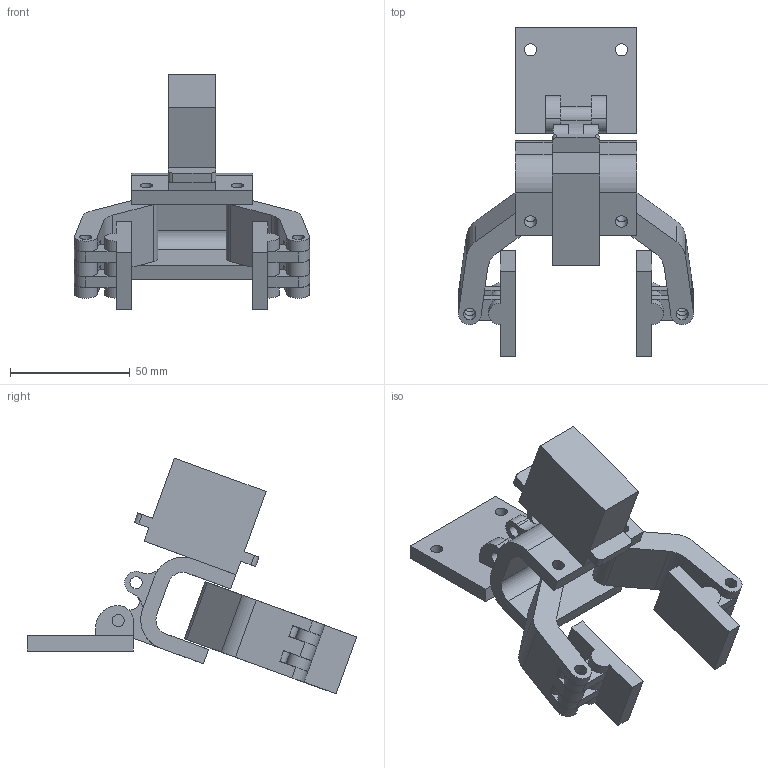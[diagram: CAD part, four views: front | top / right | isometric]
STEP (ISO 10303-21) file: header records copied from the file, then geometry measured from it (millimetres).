
FILE_DESCRIPTION(/* description */ (''),/* implementation_level */ '2;1');
FILE_NAME(/* name */ 'Gripper Assembly.stp',/* time_stamp */ '2018-10-12T18:57:49-04:00',/* author */ (''),/* organization */ (''),/* preprocessor_version */ 'ST-DEVELOPER v16.7',/* originating_system */ 'SIEMENS PLM Software NX 12.0',/* authorisation */ '');
FILE_SCHEMA (('AP203_CONFIGURATION_CONTROLLED_3D_DESIGN_OF_MECHANICAL_PARTS_AND_ASSEMBLIES_MIM_LF { 1 0 10303 403 2 1 2}'));
Length unit declared in the file: inch
Products named in the file (6): Gripper robot mount; 444 - Servo Motor; Gripper Part 2; Gripper piece 1; Gripper Mount; Gripper Assembly
Assembly tree (7 placements, depth 2):
  Gripper Assembly
    Gripper Mount
    Gripper piece 1  x2
    Gripper Part 2  x2
    444 - Servo Motor
    Gripper robot mount
Bounding box: 98.42 x 137.93 x 98.64 mm (x, y, z)
Volume: 119248.2 mm3; surface area: 43780.2 mm2
Topology: 7 solids, 7 shells, 181 faces, 623 edges, 579 vertices
Faces by surface type: plane 103, cylinder 78
Full cylindrical faces by diameter (mm): 5.08 x23
Entity records: 5765 total; most frequent: DIRECTION 853, CARTESIAN_POINT 810, ORIENTED_EDGE 682, EDGE_CURVE 341, LINE 287, VECTOR 287, AXIS2_PLACEMENT_3D 283, VERTEX_POINT 236
